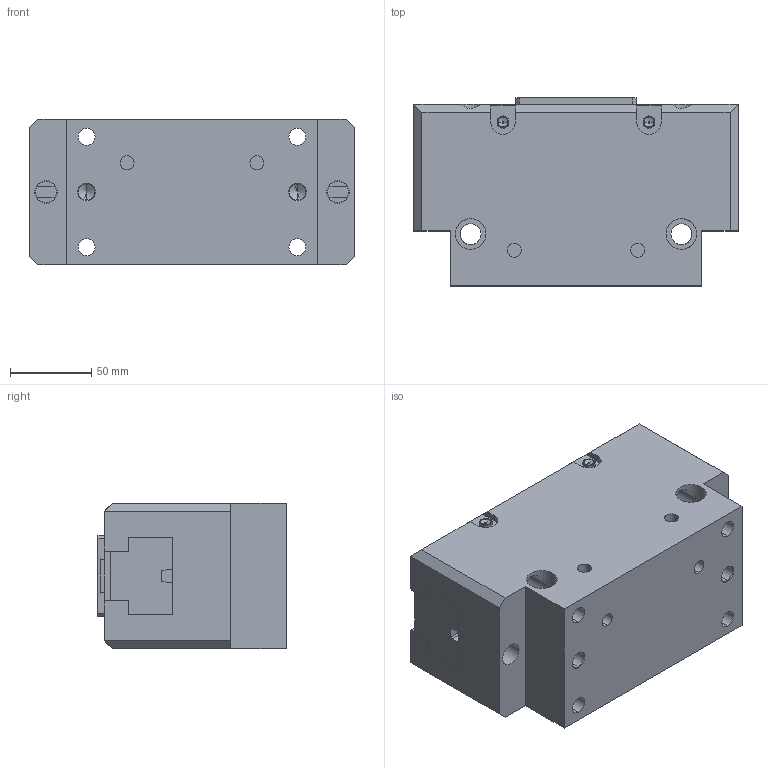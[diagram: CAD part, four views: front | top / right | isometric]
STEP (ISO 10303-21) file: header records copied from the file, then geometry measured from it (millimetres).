
FILE_DESCRIPTION (( 'STEP AP203' ), '1' );
FILE_NAME ('MIA1-G2-60 SV c1-2.STEP', '2015-03-27T12:05:31', ( 'BOLOGNESE' ), ( '' ), 'SwSTEP 2.0', 'SolidWorks 2009', '' );
FILE_SCHEMA (( 'CONFIG_CONTROL_DESIGN' ));
Length unit declared in the file: millimetre
Products named in the file (4): Griffa; Corpo; MIA1-G2-60 SV c1-2; Coperchio
Assembly tree (4 placements, depth 2):
  MIA1-G2-60 SV c1-2
    Griffa  x2
    Corpo
    Coperchio
Bounding box: 200 x 116 x 90 mm (x, y, z)
Volume: 1687688 mm3; surface area: 200487.7 mm2
Topology: 4 solids, 4 shells, 319 faces, 800 edges, 512 vertices
Faces by surface type: plane 171, cylinder 88, cone 52, sphere 8
Entity records: 9425 total; most frequent: CARTESIAN_POINT 2395, DIRECTION 1381, ORIENTED_EDGE 1350, EDGE_CURVE 675, AXIS2_PLACEMENT_3D 494, VERTEX_POINT 436, LINE 393, VECTOR 393
